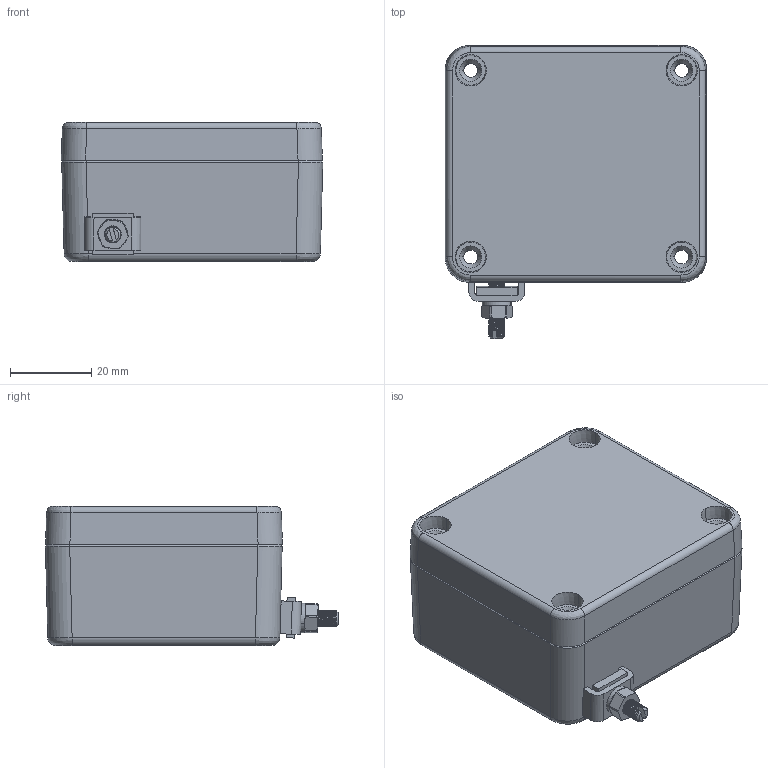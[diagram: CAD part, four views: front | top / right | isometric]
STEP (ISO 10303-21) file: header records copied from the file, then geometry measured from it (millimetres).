
FILE_DESCRIPTION(('FreeCAD Model'),'2;1');
FILE_NAME('GBAEX000586434.step', '2026-03-27T11:38:33',('Author'),(''), 'Open CASCADE STEP processor 7.3','FreeCAD','Unknown');
FILE_SCHEMA(('AUTOMOTIVE_DESIGN { 1 0 10303 214 1 1 1 1 }'));
Length unit declared in the file: millimetre
Products named in the file (4): GBAEX000586434; ALU_BASE_586434; ALU_LID_586434; M4_SINGLE_EARTHING
Assembly tree (3 placements, depth 2):
  GBAEX000586434
    ALU_BASE_586434
    ALU_LID_586434
    M4_SINGLE_EARTHING
Bounding box: 64.48 x 72.29 x 34.3 mm (x, y, z)
Volume: 50351.8 mm3; surface area: 33782.5 mm2
Topology: 11 solids, 16 shells, 1139 faces, 5327 edges, 11641 vertices
Faces by surface type: bspline 606, plane 237, cylinder 183, cone 105, sphere 8
Entity records: 134995 total; most frequent: CARTESIAN_POINT 94143, ORIENTED_EDGE 5623, DIRECTION 5049, EDGE_CURVE 2832, GEOMETRIC_CURVE_SET 2478, TRIMMED_CURVE 2469, LINE 2155, VECTOR 2155
